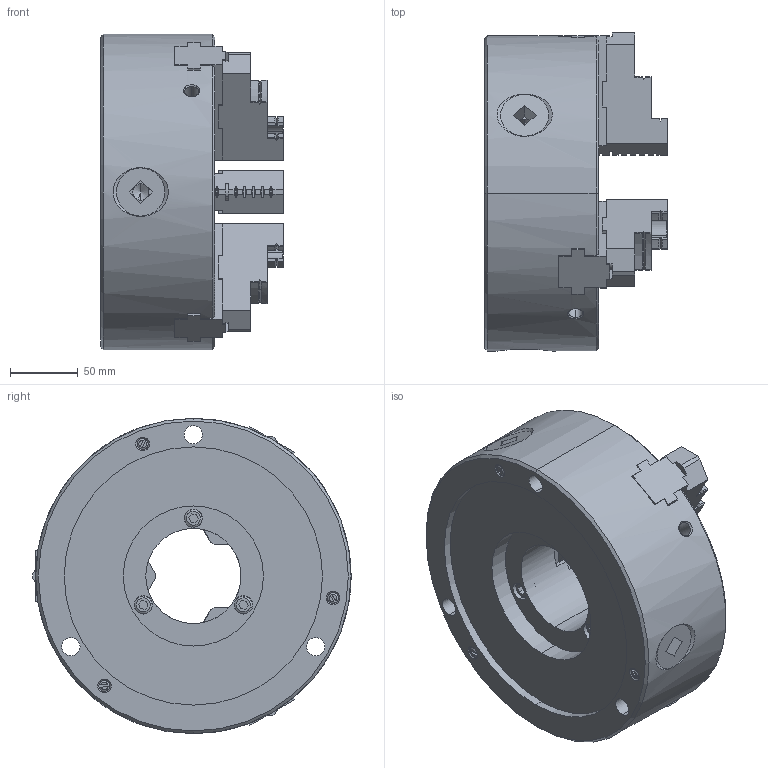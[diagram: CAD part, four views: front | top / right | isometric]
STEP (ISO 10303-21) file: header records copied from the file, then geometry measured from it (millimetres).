
FILE_DESCRIPTION (( 'STEP AP214' ), '1' );
FILE_NAME ('JN09TN.STEP', '2015-07-01T02:30:27', ( '' ), ( '' ), 'SwSTEP 2.0', 'SolidWorks 2014', '' );
FILE_SCHEMA (( 'AUTOMOTIVE_DESIGN' ));
Length unit declared in the file: millimetre
Products named in the file (1): JN09TN
Bounding box: 134.5 x 234 x 232 mm (x, y, z)
Volume: 3202599 mm3; surface area: 273373.7 mm2
Topology: 1 solids, 13 shells, 933 faces, 2469 edges, 1565 vertices
Faces by surface type: plane 518, cylinder 277, cone 130, torus 4, sphere 4
Entity records: 29182 total; most frequent: CARTESIAN_POINT 5896, ORIENTED_EDGE 4872, DIRECTION 4870, EDGE_CURVE 2436, AXIS2_PLACEMENT_3D 1666, VERTEX_POINT 1562, VECTOR 1538, LINE 1538
